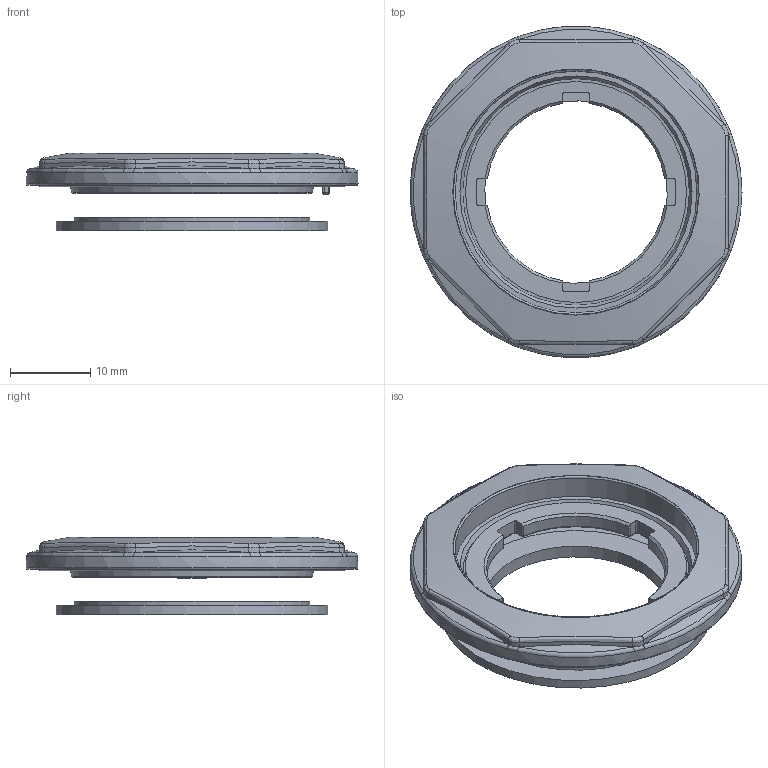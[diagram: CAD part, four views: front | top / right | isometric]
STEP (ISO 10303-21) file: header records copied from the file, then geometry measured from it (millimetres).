
FILE_DESCRIPTION(/* description */ (''),/* implementation_level */ '2;1');
FILE_NAME(/* name */ 'FILE_STP_CAD_DRAWING_3d_LPXA161M_prt.stp',/* time_stamp */ '2021-09-08T13:58:13+02:00',/* author */ (''),/* organization */ (''),/* preprocessor_version */ 'ST-DEVELOPER v16.7',/* originating_system */ 'SIEMENS PLM Software NX 12.0',/* authorisation */ '');
FILE_SCHEMA (('AUTOMOTIVE_DESIGN { 1 0 10303 214 3 1 1 1 }'));
Length unit declared in the file: millimetre
Products named in the file (1): 3d_LPXA161M
Bounding box: 41.48 x 41.48 x 9.65 mm (x, y, z)
Surface area: 4967.6 mm2 (no closed solid volume)
Topology: 0 solids, 3 shells, 374 faces, 950 edges, 574 vertices
Faces by surface type: bspline 104, cylinder 78, plane 73, torus 64, cone 43, sphere 12
Full cylindrical faces by diameter (mm): 22.8 x1, 27.6 x1, 29.5 x1, 34 x1, 39.55 x1
Entity records: 14508 total; most frequent: CARTESIAN_POINT 6448, ORIENTED_EDGE 1796, DIRECTION 1503, EDGE_CURVE 915, AXIS2_PLACEMENT_3D 655, VERTEX_POINT 567, EDGE_LOOP 405, CIRCLE 375
